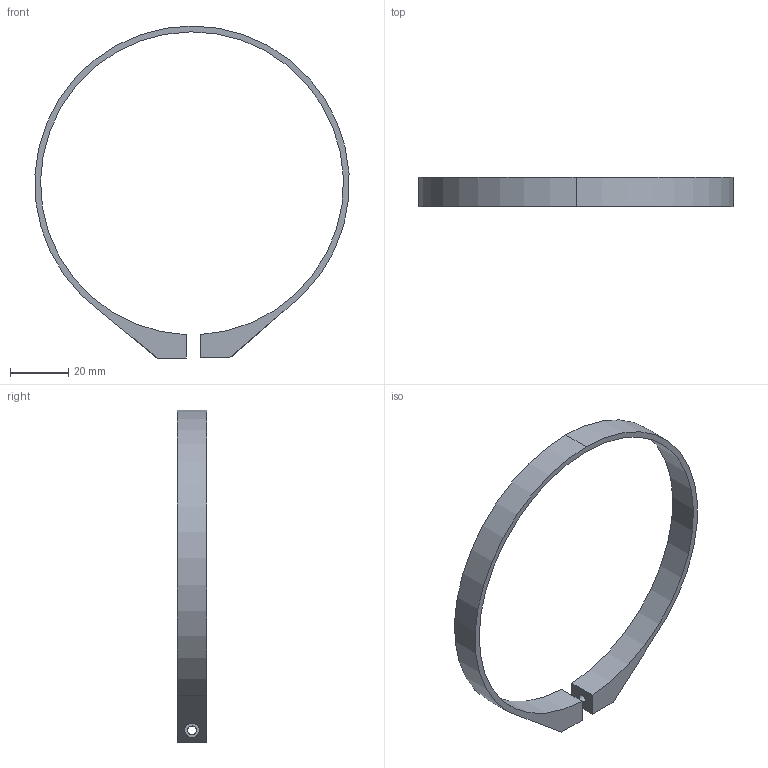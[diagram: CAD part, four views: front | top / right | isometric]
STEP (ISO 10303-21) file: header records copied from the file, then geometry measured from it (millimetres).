
FILE_DESCRIPTION (( 'STEP AP214' ), '1' );
FILE_NAME ('Part1B.STEP', '2018-04-20T10:07:50', ( '' ), ( '' ), 'SwSTEP 2.0', 'SolidWorks 2017', '' );
FILE_SCHEMA (( 'AUTOMOTIVE_DESIGN' ));
Length unit declared in the file: millimetre
Products named in the file (1): Part1B
Bounding box: 107.8 x 10 x 113.96 mm (x, y, z)
Volume: 8662 mm3; surface area: 8889.8 mm2
Topology: 1 solids, 1 shells, 18 faces, 45 edges, 30 vertices
Faces by surface type: cylinder 9, plane 9
Entity records: 585 total; most frequent: CARTESIAN_POINT 106, DIRECTION 93, ORIENTED_EDGE 90, EDGE_CURVE 45, AXIS2_PLACEMENT_3D 33, VERTEX_POINT 30, LINE 27, VECTOR 27
